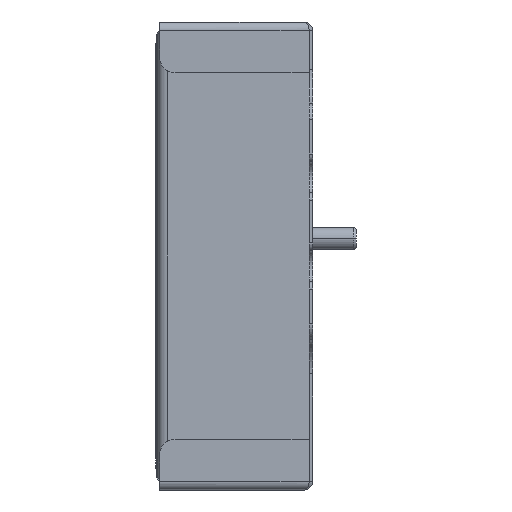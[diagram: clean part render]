
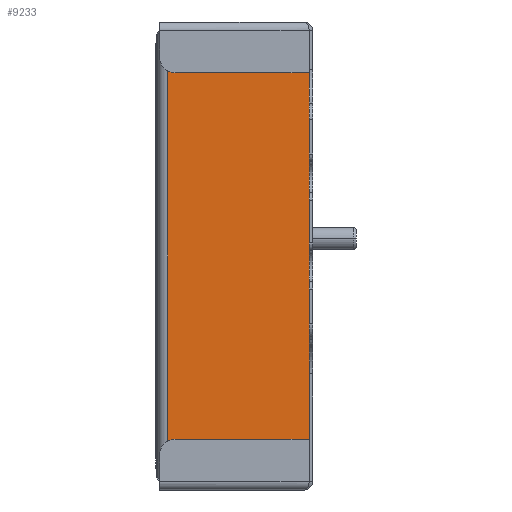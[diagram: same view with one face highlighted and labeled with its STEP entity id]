
A CAD part, left-side view. The second image highlights one B-rep face of the part: STEP entity #9233.
In plain terms, the highlighted planar face has unit normal (-1, 0, 0).
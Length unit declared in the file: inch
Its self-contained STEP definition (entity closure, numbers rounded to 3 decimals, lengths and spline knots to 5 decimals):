
#680=DIRECTION('',(0.,0.,1.));
#681=VECTOR('',#680,2.882);
#682=CARTESIAN_POINT('',(-2.074,-0.072,-1.441));
#683=LINE('',#682,#681);
#3013=DIRECTION('',(0.,-1.,0.));
#3014=VECTOR('',#3013,0.898);
#3015=CARTESIAN_POINT('',(-2.074,-0.072,1.441));
#3016=LINE('',#3015,#3014);
#3017=DIRECTION('',(0.,0.,-1.));
#3018=VECTOR('',#3017,2.882);
#3019=CARTESIAN_POINT('',(-2.074,-0.97,1.441));
#3020=LINE('',#3019,#3018);
#3021=DIRECTION('',(0.,1.,0.));
#3022=VECTOR('',#3021,0.898);
#3023=CARTESIAN_POINT('',(-2.074,-0.97,-1.441));
#3024=LINE('',#3023,#3022);
#3791=CARTESIAN_POINT('',(-2.074,-0.072,1.441));
#3792=CARTESIAN_POINT('',(-2.074,-0.97,1.441));
#3793=VERTEX_POINT('',#3791);
#3794=VERTEX_POINT('',#3792);
#3795=CARTESIAN_POINT('',(-2.074,-0.97,-1.441));
#3796=VERTEX_POINT('',#3795);
#3797=CARTESIAN_POINT('',(-2.074,-0.072,-1.441));
#3798=VERTEX_POINT('',#3797);
#9222=CARTESIAN_POINT('',(-2.074,-0.024,-0.73105));
#9223=DIRECTION('',(1.,0.,0.));
#9224=DIRECTION('',(0.,0.,1.));
#9225=AXIS2_PLACEMENT_3D('',#9222,#9223,#9224);
#9226=PLANE('',#9225);
#9227=ORIENTED_EDGE('',*,*,#9189,.T.);
#9228=ORIENTED_EDGE('',*,*,#9203,.T.);
#9229=ORIENTED_EDGE('',*,*,#9216,.T.);
#9230=ORIENTED_EDGE('',*,*,#5411,.T.);
#9231=EDGE_LOOP('',(#9227,#9228,#9229,#9230));
#9232=FACE_OUTER_BOUND('',#9231,.F.);
#9233=ADVANCED_FACE('',(#9232),#9226,.F.);
#5411=EDGE_CURVE('',#3798,#3793,#683,.T.);
#9189=EDGE_CURVE('',#3793,#3794,#3016,.T.);
#9203=EDGE_CURVE('',#3794,#3796,#3020,.T.);
#9216=EDGE_CURVE('',#3796,#3798,#3024,.T.);
